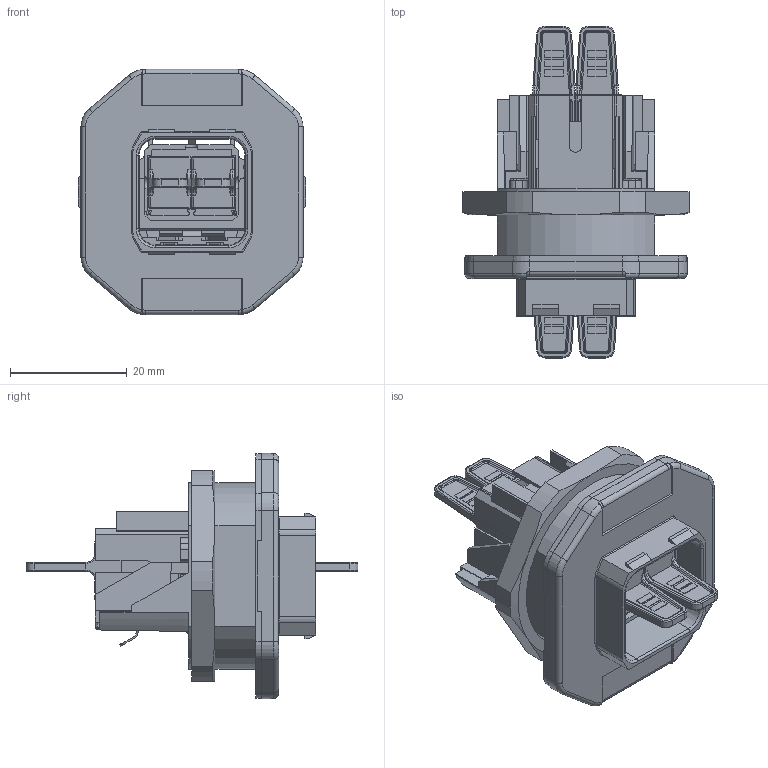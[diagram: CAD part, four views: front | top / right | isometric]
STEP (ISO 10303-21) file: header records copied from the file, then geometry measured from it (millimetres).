
FILE_DESCRIPTION(('Creo Elements/Direct Modeling STEP Export'),'2;1');
FILE_NAME('model.stp','2020-08-03T14:17:20',(''),(''),'Creo Elements/Direct Modeling STEP processor for AP214 (Solid Model)','Creo Elements/Direct Modeling 20.1A 29-Sep-2018 (C) Parametric Technology GmbH','');
FILE_SCHEMA(('AUTOMOTIVE_DESIGN { 1 0 10303 214 1 1 1 1 }'));
Length unit declared in the file: millimetre
Products named in the file (8): VS-PPC-F1-SCRJ-MNNA-1C-F1; VS-PPC-F1-SCRJ-MNNA-1C-F; Kappe_3; Kappe_1; Kappe_2; Kappe_4; Kappen
Assembly tree (7 placements, depth 3):
  VS-PPC-F1-SCRJ-MNNA-1C-F
    Kappen
      Kappe_4
      Kappe_2
      Kappe_1
      Kappe_3
    VS-PPC-F1-SCRJ-MNNA-1C-F
    VS-PPC-F1-SCRJ-MNNA-1C-F1
Bounding box: 38.96 x 56.81 x 42 mm (x, y, z)
Volume: 16318.4 mm3; surface area: 15493.8 mm2
Topology: 6 solids, 6 shells, 1448 faces, 3803 edges, 2343 vertices
Faces by surface type: plane 726, cylinder 425, bspline 152, torus 68, sphere 48, extrusion 16, cone 13
Entity records: 75210 total; most frequent: CARTESIAN_POINT 30300, ORIENTED_EDGE 7510, DIRECTION 6153, EDGE_CURVE 3755, VECTOR 2351, VERTEX_POINT 2343, LINE 2335, AXIS2_PLACEMENT_3D 1901
